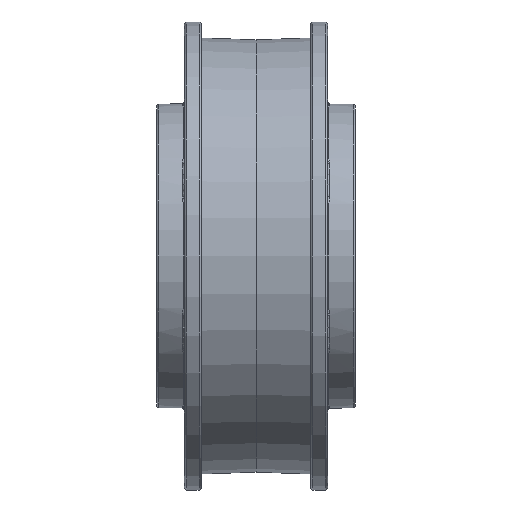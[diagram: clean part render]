
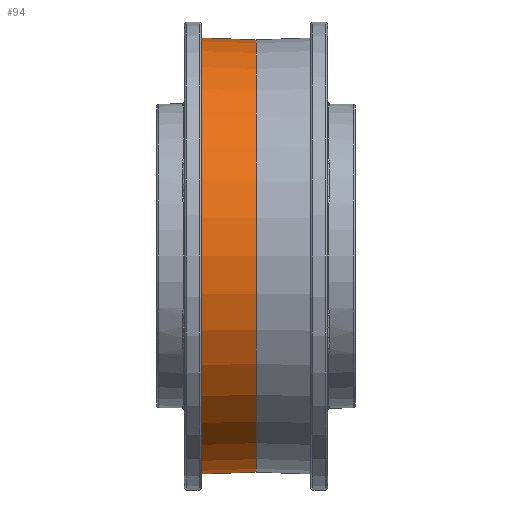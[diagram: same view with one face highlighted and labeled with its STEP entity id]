
A CAD part, front view. The second image highlights one B-rep face of the part: STEP entity #94.
In plain terms, the highlighted conical face has half-angle 2 degrees and reference radius 45.72 mm.
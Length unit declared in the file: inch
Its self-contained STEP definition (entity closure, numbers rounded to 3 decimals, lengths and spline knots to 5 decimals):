
#94 = ADVANCED_FACE ( 'NONE', ( #14395, #2412 ), #10387, .T. ) ;
#1063 = DIRECTION ( 'NONE',  ( -1., 0., 0. ) ) ;
#1109 = DIRECTION ( 'NONE',  ( 0., 0., -1. ) ) ;
#1756 = ORIENTED_EDGE ( 'NONE', *, *, #8589, .F. ) ;
#2089 = DIRECTION ( 'NONE',  ( -1., 0., 0. ) ) ;
#2412 = FACE_BOUND ( 'NONE', #12049, .T. ) ;
#3323 = CARTESIAN_POINT ( 'NONE',  ( 0.82, 0., 1.78254 ) ) ;
#3926 = CIRCLE ( 'NONE', #13712, 1.8 ) ;
#5436 = AXIS2_PLACEMENT_3D ( 'NONE', #14063, #2089, #7396 ) ;
#6362 = DIRECTION ( 'NONE',  ( 0., 0., 1. ) ) ;
#6681 = VERTEX_POINT ( 'NONE', #12032 ) ;
#7396 = DIRECTION ( 'NONE',  ( 0., 0., 1. ) ) ;
#7725 = CARTESIAN_POINT ( 'NONE',  ( 0.32, 0., 0. ) ) ;
#8589 = EDGE_CURVE ( 'NONE', #6681, #6681, #3926, .T. ) ;
#8979 = CARTESIAN_POINT ( 'NONE',  ( 0.32, 0., 0. ) ) ;
#10387 = CONICAL_SURFACE ( 'NONE', #14868, 1.8, 0.035 ) ;
#12032 = CARTESIAN_POINT ( 'NONE',  ( 0.32, 0., 1.8 ) ) ;
#12049 = EDGE_LOOP ( 'NONE', ( #15844 ) ) ;
#12464 = EDGE_LOOP ( 'NONE', ( #1756 ) ) ;
#12996 = CIRCLE ( 'NONE', #5436, 1.78254 ) ;
#13083 = DIRECTION ( 'NONE',  ( -1., 0., 0. ) ) ;
#13712 = AXIS2_PLACEMENT_3D ( 'NONE', #8979, #1063, #6362 ) ;
#14063 = CARTESIAN_POINT ( 'NONE',  ( 0.82, 0., 0. ) ) ;
#14292 = EDGE_CURVE ( 'NONE', #15314, #15314, #12996, .T. ) ;
#14395 = FACE_OUTER_BOUND ( 'NONE', #12464, .T. ) ;
#14868 = AXIS2_PLACEMENT_3D ( 'NONE', #7725, #13083, #1109 ) ;
#15314 = VERTEX_POINT ( 'NONE', #3323 ) ;
#15844 = ORIENTED_EDGE ( 'NONE', *, *, #14292, .T. ) ;
